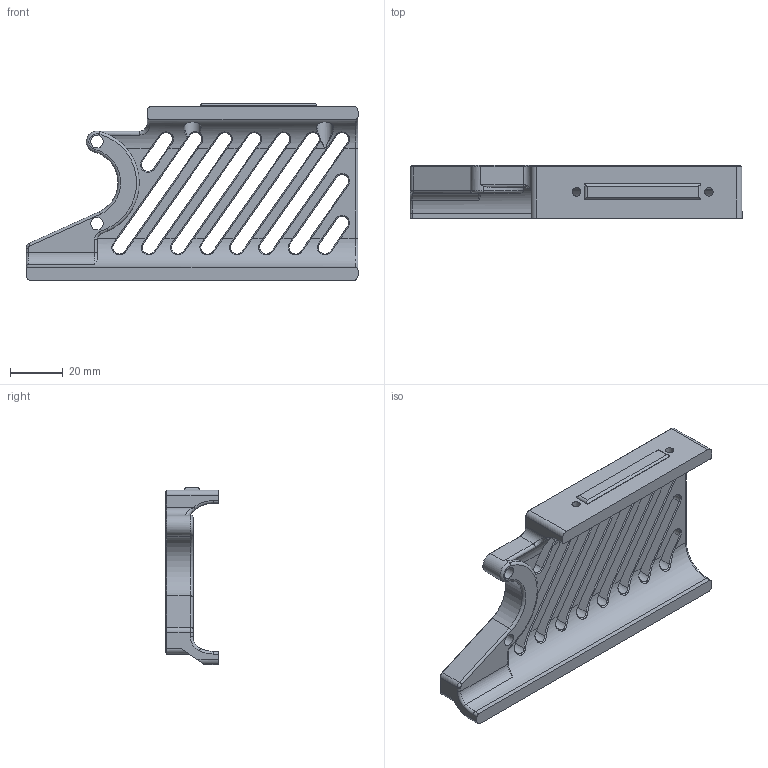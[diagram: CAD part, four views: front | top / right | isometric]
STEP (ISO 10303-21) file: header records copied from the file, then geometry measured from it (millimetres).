
FILE_DESCRIPTION(/* description */ (''),/* implementation_level */ '2;1');
FILE_NAME(/* name */ '300mm Front Left.step',/* time_stamp */ '2022-07-17T23:26:59-06:00',/* author */ (''),/* organization */ (''),/* preprocessor_version */ 'ST-DEVELOPER v19',/* originating_system */ 'Autodesk Translation Framework v11.7.0.108',/* authorisation */ '');
FILE_SCHEMA (('AUTOMOTIVE_DESIGN { 1 0 10303 214 3 1 1 }'));
Length unit declared in the file: millimetre
Products named in the file (1): 300mm Front Left
Bounding box: 125.5 x 20 x 67 mm (x, y, z)
Volume: 47534.1 mm3; surface area: 23071.1 mm2
Topology: 1 solids, 1 shells, 299 faces, 774 edges, 468 vertices
Faces by surface type: bspline 112, plane 93, cylinder 53, cone 31, torus 10
Full cylindrical faces by diameter (mm): 3.2 x2, 4.7 x3, 6 x2
Entity records: 12295 total; most frequent: CARTESIAN_POINT 5695, ORIENTED_EDGE 1544, DIRECTION 1046, EDGE_CURVE 772, VERTEX_POINT 468, LINE 396, VECTOR 396, AXIS2_PLACEMENT_3D 325
